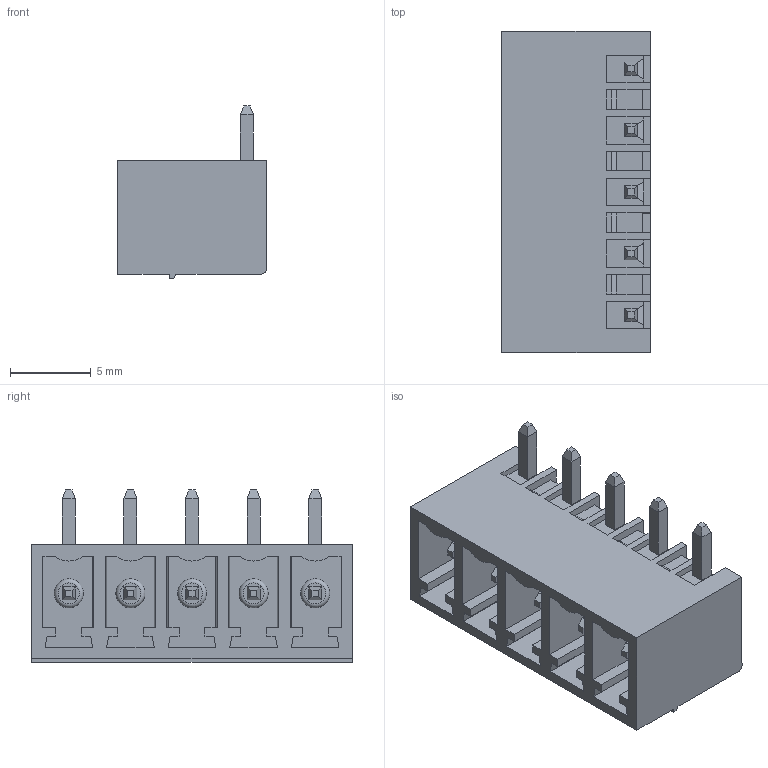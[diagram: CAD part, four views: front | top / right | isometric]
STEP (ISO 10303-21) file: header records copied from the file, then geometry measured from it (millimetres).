
FILE_DESCRIPTION(('STEP AP214'),'1');
FILE_NAME('PV05-3,81-H-P.stp','2021-04-06T11:06:28',(' '),(' '),'Spatial InterOp 3D',' ',' ');
FILE_SCHEMA(('AUTOMOTIVE_DESIGN { 1 0 10303 214 1 1 1 1 }'));
Length unit declared in the file: metre
Products named in the file (1): 1617711753
Bounding box: 9.2 x 19.85 x 10.65 mm (x, y, z)
Volume: 734.1 mm3; surface area: 1665.1 mm2
Topology: 1 solids, 1 shells, 268 faces, 713 edges, 462 vertices
Faces by surface type: plane 252, cylinder 11, torus 5
Full cylindrical faces by diameter (mm): 1.8 x5
Entity records: 10190 total; most frequent: CARTESIAN_POINT 1424, ORIENTED_EDGE 1396, DIRECTION 1263, EDGE_CURVE 698, LINE 671, VECTOR 671, VERTEX_POINT 457, AXIS2_PLACEMENT_3D 296
